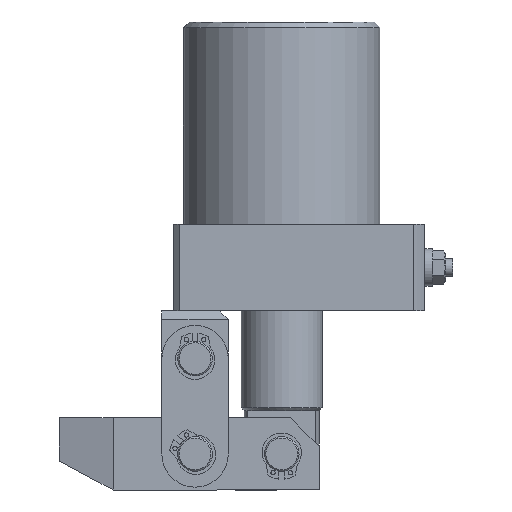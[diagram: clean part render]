
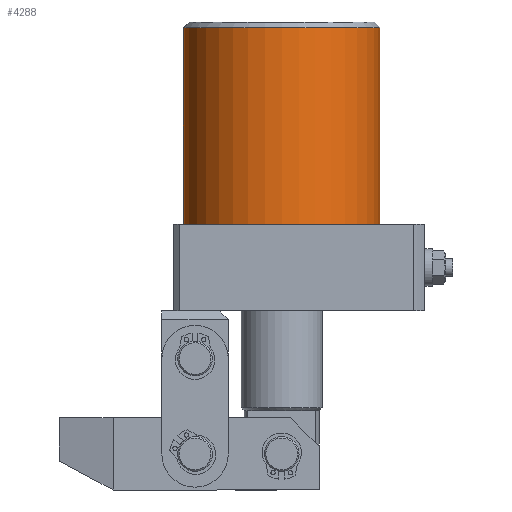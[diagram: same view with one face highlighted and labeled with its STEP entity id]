
A CAD part, front view. The second image highlights one B-rep face of the part: STEP entity #4288.
In plain terms, the highlighted cylindrical face has radius 34 mm (diameter 68 mm), a partial arc.
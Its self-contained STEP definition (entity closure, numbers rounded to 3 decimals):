
#240 = EDGE_CURVE ( 'NONE', #3981, #3100, #9269, .T. ) ;
#442 = EDGE_CURVE ( 'NONE', #3854, #3100, #5582, .T. ) ;
#578 = EDGE_CURVE ( 'NONE', #3099, #3854, #5797, .T. ) ;
#650 = EDGE_CURVE ( 'NONE', #3981, #3099, #5909, .T. ) ;
#872 = AXIS2_PLACEMENT_3D ( 'NONE', #9928, #9810, #9892 ) ;
#940 = AXIS2_PLACEMENT_3D ( 'NONE', #3266, #3267, #3260 ) ;
#1119 = AXIS2_PLACEMENT_3D ( 'NONE', #8334, #8332, #8330 ) ;
#1351 = CARTESIAN_POINT ( 'NONE',  ( -34., 0., 100. ) ) ;
#1417 = DIRECTION ( 'NONE',  ( 0., 0., -1. ) ) ;
#1625 = DIRECTION ( 'NONE',  ( 0., 0., -1. ) ) ;
#2015 = CARTESIAN_POINT ( 'NONE',  ( 34., 0., 100. ) ) ;
#2298 = ORIENTED_EDGE ( 'NONE', *, *, #650, .T. ) ;
#2362 = ORIENTED_EDGE ( 'NONE', *, *, #442, .T. ) ;
#2404 = ORIENTED_EDGE ( 'NONE', *, *, #578, .T. ) ;
#2452 = ORIENTED_EDGE ( 'NONE', *, *, #240, .F. ) ;
#2853 = EDGE_LOOP ( 'NONE', ( #2452, #2298, #2404, #2362 ) ) ;
#3099 = VERTEX_POINT ( 'NONE', #7066 ) ;
#3100 = VERTEX_POINT ( 'NONE', #7071 ) ;
#3260 = DIRECTION ( 'NONE',  ( 1., 0., 0. ) ) ;
#3266 = CARTESIAN_POINT ( 'NONE',  ( 0., 0., 98. ) ) ;
#3267 = DIRECTION ( 'NONE',  ( 0., 0., -1. ) ) ;
#3854 = VERTEX_POINT ( 'NONE', #7168 ) ;
#3981 = VERTEX_POINT ( 'NONE', #7275 ) ;
#4288 = ADVANCED_FACE ( 'NONE', ( #6269 ), #6276, .T. ) ;
#5582 = CIRCLE ( 'NONE', #872, 34. ) ;
#5797 = LINE ( 'NONE', #1351, #5804 ) ;
#5804 = VECTOR ( 'NONE', #1625, 1000. ) ;
#5909 = CIRCLE ( 'NONE', #940, 34. ) ;
#6269 = FACE_OUTER_BOUND ( 'NONE', #2853, .T. ) ;
#6276 = CYLINDRICAL_SURFACE ( 'NONE', #1119, 34. ) ;
#7066 = CARTESIAN_POINT ( 'NONE',  ( -34., 0., 98. ) ) ;
#7071 = CARTESIAN_POINT ( 'NONE',  ( 34., 0., 30. ) ) ;
#7168 = CARTESIAN_POINT ( 'NONE',  ( -34., 0., 30. ) ) ;
#7275 = CARTESIAN_POINT ( 'NONE',  ( 34., 0., 98. ) ) ;
#8330 = DIRECTION ( 'NONE',  ( -1., 0., 0. ) ) ;
#8332 = DIRECTION ( 'NONE',  ( 0., 0., -1. ) ) ;
#8334 = CARTESIAN_POINT ( 'NONE',  ( 0., 0., 100. ) ) ;
#9269 = LINE ( 'NONE', #2015, #9291 ) ;
#9291 = VECTOR ( 'NONE', #1417, 1000. ) ;
#9810 = DIRECTION ( 'NONE',  ( 0., 0., 1. ) ) ;
#9892 = DIRECTION ( 'NONE',  ( 1., 0., 0. ) ) ;
#9928 = CARTESIAN_POINT ( 'NONE',  ( 0., 0., 30. ) ) ;
